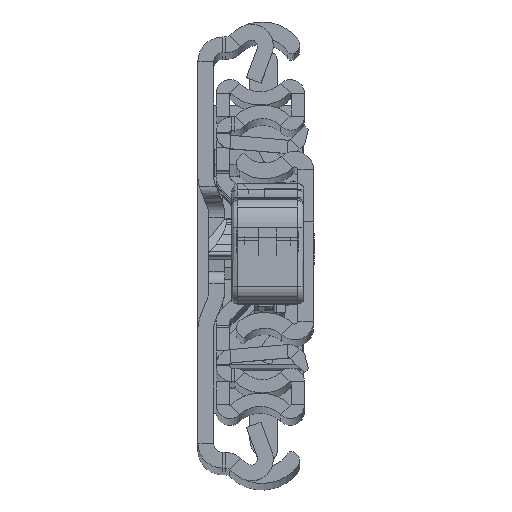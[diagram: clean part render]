
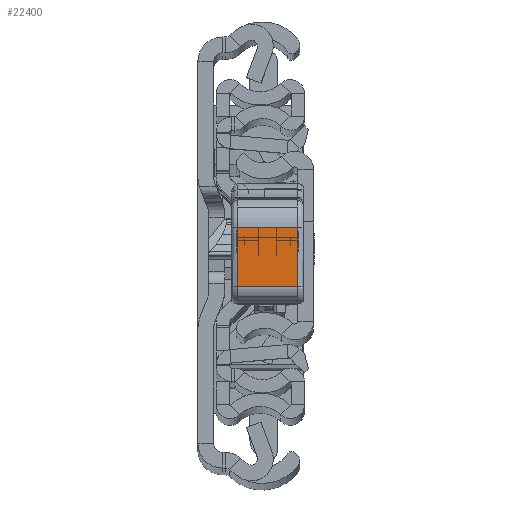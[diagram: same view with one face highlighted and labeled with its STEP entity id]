
A CAD part, top view. The second image highlights one B-rep face of the part: STEP entity #22400.
In plain terms, the highlighted face is planar.
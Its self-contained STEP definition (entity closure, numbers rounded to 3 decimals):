
#108 = VERTEX_POINT ( 'NONE', #17596 ) ;
#1193 = VECTOR ( 'NONE', #30384, 1000. ) ;
#1322 = DIRECTION ( 'NONE',  ( 0., 0., -1. ) ) ;
#1609 = DIRECTION ( 'NONE',  ( -0.027, -1., 0. ) ) ;
#3266 = CARTESIAN_POINT ( 'NONE',  ( 39.55, -12.274, 10. ) ) ;
#3270 = LINE ( 'NONE', #19707, #30070 ) ;
#4366 = EDGE_LOOP ( 'NONE', ( #29503, #9057, #9589, #14726 ) ) ;
#5308 = EDGE_CURVE ( 'NONE', #108, #30297, #3270, .T. ) ;
#5436 = LINE ( 'NONE', #10742, #24308 ) ;
#5572 = AXIS2_PLACEMENT_3D ( 'NONE', #28797, #10104, #1609 ) ;
#9057 = ORIENTED_EDGE ( 'NONE', *, *, #5308, .T. ) ;
#9296 = VERTEX_POINT ( 'NONE', #12366 ) ;
#9589 = ORIENTED_EDGE ( 'NONE', *, *, #19213, .T. ) ;
#10104 = DIRECTION ( 'NONE',  ( -1., 0.027, 0. ) ) ;
#10742 = CARTESIAN_POINT ( 'NONE',  ( 39.55, -12.274, 10. ) ) ;
#11595 = EDGE_CURVE ( 'NONE', #9296, #12166, #5436, .T. ) ;
#11703 = LINE ( 'NONE', #22461, #1193 ) ;
#11745 = VECTOR ( 'NONE', #1322, 1000. ) ;
#12166 = VERTEX_POINT ( 'NONE', #3266 ) ;
#12366 = CARTESIAN_POINT ( 'NONE',  ( 39.818, -2.465, 10. ) ) ;
#14726 = ORIENTED_EDGE ( 'NONE', *, *, #11595, .T. ) ;
#15181 = CARTESIAN_POINT ( 'NONE',  ( 39.818, -2.465, 0. ) ) ;
#17583 = LINE ( 'NONE', #23023, #11745 ) ;
#17596 = CARTESIAN_POINT ( 'NONE',  ( 39.55, -12.274, 0. ) ) ;
#19213 = EDGE_CURVE ( 'NONE', #30297, #9296, #11703, .T. ) ;
#19707 = CARTESIAN_POINT ( 'NONE',  ( 39.55, -12.274, 0. ) ) ;
#21529 = DIRECTION ( 'NONE',  ( -0.027, -1., 0. ) ) ;
#22400 = ADVANCED_FACE ( 'NONE', ( #34083 ), #34258, .F. ) ;
#22461 = CARTESIAN_POINT ( 'NONE',  ( 39.818, -2.465, 11. ) ) ;
#23023 = CARTESIAN_POINT ( 'NONE',  ( 39.55, -12.274, 11. ) ) ;
#23107 = EDGE_CURVE ( 'NONE', #12166, #108, #17583, .T. ) ;
#24308 = VECTOR ( 'NONE', #21529, 1000. ) ;
#24833 = DIRECTION ( 'NONE',  ( 0.027, 1., 0. ) ) ;
#28797 = CARTESIAN_POINT ( 'NONE',  ( 39.55, -12.274, 11. ) ) ;
#29503 = ORIENTED_EDGE ( 'NONE', *, *, #23107, .T. ) ;
#30070 = VECTOR ( 'NONE', #24833, 1000. ) ;
#30297 = VERTEX_POINT ( 'NONE', #15181 ) ;
#30384 = DIRECTION ( 'NONE',  ( 0., 0., 1. ) ) ;
#34083 = FACE_OUTER_BOUND ( 'NONE', #4366, .T. ) ;
#34258 = PLANE ( 'NONE',  #5572 ) ;
